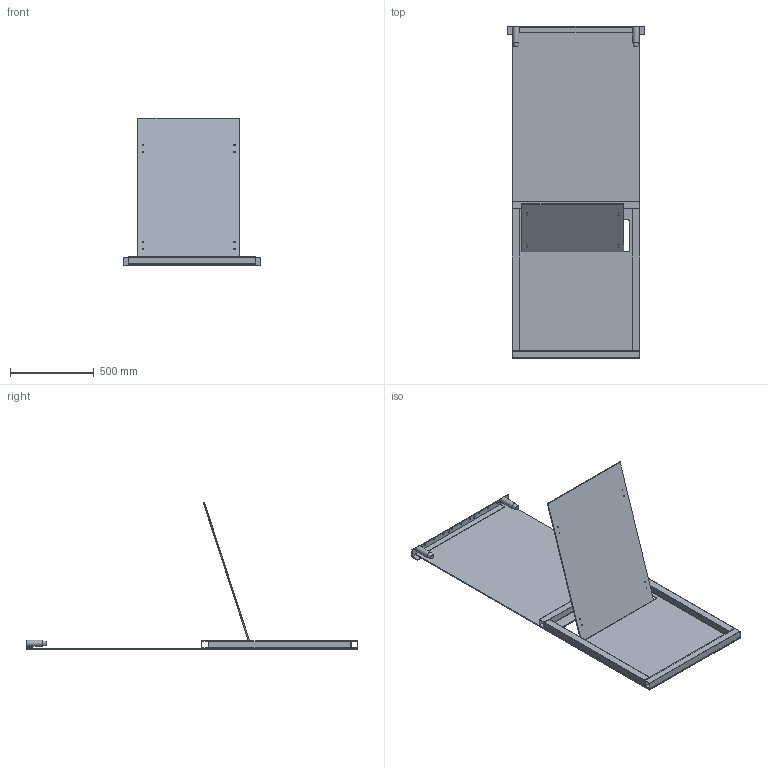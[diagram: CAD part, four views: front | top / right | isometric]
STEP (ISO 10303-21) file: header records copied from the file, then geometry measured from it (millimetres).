
FILE_DESCRIPTION(/* description */ (''),/* implementation_level */ '2;1');
FILE_NAME(/* name */ 'GE-17307_ASM_36_ASM_BLUE.stp',/* time_stamp */ '2017-01-08T14:16:28-05:00',/* author */ ('jeff1'),/* organization */ (''),/* preprocessor_version */ 'ST-DEVELOPER v16.5',/* originating_system */ 'Autodesk Inventor 2017',/* authorisation */ '');
FILE_SCHEMA (('AUTOMOTIVE_DESIGN { 1 0 10303 214 3 1 1 }'));
Length unit declared in the file: inch
Products named in the file (10): GE-17307_ASM_36_ASM_BLUE; GE-17306_29; GE-17308_11; GE-17352_6; GE-17356_ASM_14_ASM; GE-17356-1_10; GE-17356-2_11; GE-17356-3_2; GE-17363_ASM_28_ASM_BLUE; GE-17362_16-BLUE
Assembly tree (12 placements, depth 3):
  GE-17307_ASM_36_ASM_BLUE
    GE-17306_29
    GE-17308_11  x2
    GE-17352_6  x2
    GE-17356_ASM_14_ASM
      GE-17356-1_10
      GE-17356-3_2  x2
      GE-17356-2_11
    GE-17363_ASM_28_ASM_BLUE
      GE-17362_16-BLUE
Bounding box: 815.98 x 1984.38 x 880.77 mm (x, y, z)
Volume: 14685353.4 mm3; surface area: 5321699.4 mm2
Topology: 10 solids, 10 shells, 116 faces, 286 edges, 190 vertices
Faces by surface type: plane 76, cylinder 38, cone 2
Full cylindrical faces by diameter (mm): 6.731 x8, 7.938 x18, 14.3 x4, 20.637 x2, 36.512 x2
Entity records: 3064 total; most frequent: DIRECTION 502, CARTESIAN_POINT 468, ORIENTED_EDGE 398, EDGE_CURVE 199, EDGE_LOOP 196, AXIS2_PLACEMENT_3D 189, VERTEX_POINT 155, LINE 124
